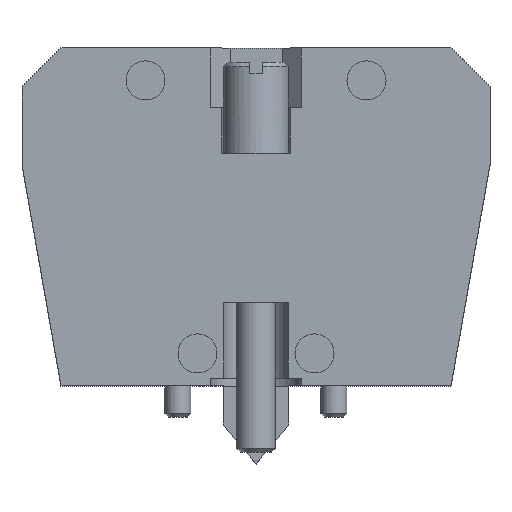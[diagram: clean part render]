
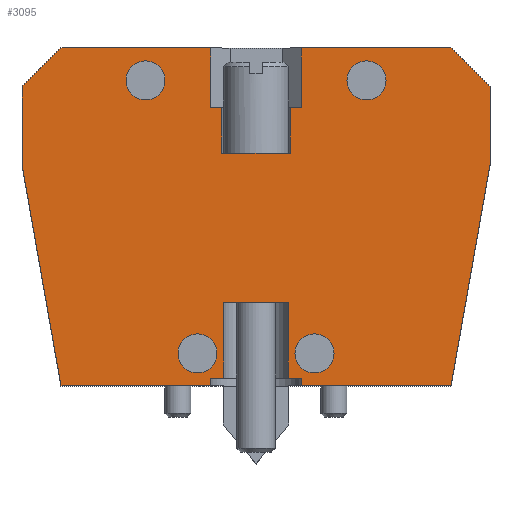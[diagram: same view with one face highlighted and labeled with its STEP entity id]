
A CAD part, top view. The second image highlights one B-rep face of the part: STEP entity #3095.
In plain terms, the highlighted planar face has unit normal (0, 0, 1).
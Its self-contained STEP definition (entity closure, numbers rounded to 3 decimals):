
#70=CIRCLE('',#3253,1.5);
#71=CIRCLE('',#3254,1.5);
#72=CIRCLE('',#3255,1.5);
#73=CIRCLE('',#3256,1.5);
#228=ORIENTED_EDGE('',*,*,#846,.F.);
#229=ORIENTED_EDGE('',*,*,#847,.F.);
#230=ORIENTED_EDGE('',*,*,#848,.F.);
#231=ORIENTED_EDGE('',*,*,#849,.F.);
#232=ORIENTED_EDGE('',*,*,#774,.T.);
#233=ORIENTED_EDGE('',*,*,#850,.T.);
#234=ORIENTED_EDGE('',*,*,#851,.T.);
#235=ORIENTED_EDGE('',*,*,#820,.F.);
#236=ORIENTED_EDGE('',*,*,#852,.F.);
#237=ORIENTED_EDGE('',*,*,#815,.T.);
#238=ORIENTED_EDGE('',*,*,#853,.T.);
#239=ORIENTED_EDGE('',*,*,#854,.F.);
#240=ORIENTED_EDGE('',*,*,#777,.T.);
#241=ORIENTED_EDGE('',*,*,#855,.T.);
#242=ORIENTED_EDGE('',*,*,#856,.T.);
#243=ORIENTED_EDGE('',*,*,#857,.T.);
#244=ORIENTED_EDGE('',*,*,#836,.T.);
#245=ORIENTED_EDGE('',*,*,#858,.T.);
#246=ORIENTED_EDGE('',*,*,#859,.F.);
#247=ORIENTED_EDGE('',*,*,#860,.T.);
#248=ORIENTED_EDGE('',*,*,#861,.T.);
#249=ORIENTED_EDGE('',*,*,#862,.T.);
#250=ORIENTED_EDGE('',*,*,#863,.F.);
#251=ORIENTED_EDGE('',*,*,#864,.F.);
#252=ORIENTED_EDGE('',*,*,#865,.F.);
#253=ORIENTED_EDGE('',*,*,#830,.T.);
#254=ORIENTED_EDGE('',*,*,#866,.T.);
#255=ORIENTED_EDGE('',*,*,#867,.T.);
#256=ORIENTED_EDGE('',*,*,#868,.T.);
#774=EDGE_CURVE('',#1088,#1087,#1297,.T.);
#777=EDGE_CURVE('',#1090,#1089,#1300,.T.);
#815=EDGE_CURVE('',#1122,#1121,#1320,.T.);
#820=EDGE_CURVE('',#1126,#1124,#1325,.T.);
#830=EDGE_CURVE('',#1137,#1136,#1332,.T.);
#836=EDGE_CURVE('',#1143,#1142,#1338,.T.);
#846=EDGE_CURVE('',#1151,#1151,#70,.F.);
#847=EDGE_CURVE('',#1152,#1152,#71,.F.);
#848=EDGE_CURVE('',#1153,#1153,#72,.F.);
#849=EDGE_CURVE('',#1154,#1154,#73,.F.);
#850=EDGE_CURVE('',#1087,#1155,#1347,.T.);
#851=EDGE_CURVE('',#1155,#1124,#1348,.T.);
#852=EDGE_CURVE('',#1122,#1126,#1349,.T.);
#853=EDGE_CURVE('',#1121,#1156,#1350,.T.);
#854=EDGE_CURVE('',#1090,#1156,#1351,.T.);
#855=EDGE_CURVE('',#1089,#1157,#1352,.T.);
#856=EDGE_CURVE('',#1157,#1158,#1353,.T.);
#857=EDGE_CURVE('',#1158,#1143,#1354,.T.);
#858=EDGE_CURVE('',#1142,#1159,#1355,.T.);
#859=EDGE_CURVE('',#1160,#1159,#1356,.T.);
#860=EDGE_CURVE('',#1160,#1161,#1357,.T.);
#861=EDGE_CURVE('',#1161,#1105,#1358,.T.);
#862=EDGE_CURVE('',#1105,#1162,#1359,.T.);
#863=EDGE_CURVE('',#1163,#1162,#1360,.T.);
#864=EDGE_CURVE('',#1164,#1163,#1361,.T.);
#865=EDGE_CURVE('',#1137,#1164,#1362,.T.);
#866=EDGE_CURVE('',#1136,#1165,#1363,.T.);
#867=EDGE_CURVE('',#1165,#1166,#1364,.T.);
#868=EDGE_CURVE('',#1166,#1088,#1365,.T.);
#1087=VERTEX_POINT('',#4125);
#1088=VERTEX_POINT('',#4127);
#1089=VERTEX_POINT('',#4130);
#1090=VERTEX_POINT('',#4132);
#1105=VERTEX_POINT('',#4164);
#1121=VERTEX_POINT('',#4219);
#1122=VERTEX_POINT('',#4221);
#1124=VERTEX_POINT('',#4226);
#1126=VERTEX_POINT('',#4230);
#1136=VERTEX_POINT('',#4251);
#1137=VERTEX_POINT('',#4253);
#1142=VERTEX_POINT('',#4263);
#1143=VERTEX_POINT('',#4265);
#1151=VERTEX_POINT('',#4284);
#1152=VERTEX_POINT('',#4286);
#1153=VERTEX_POINT('',#4288);
#1154=VERTEX_POINT('',#4290);
#1155=VERTEX_POINT('',#4292);
#1156=VERTEX_POINT('',#4296);
#1157=VERTEX_POINT('',#4299);
#1158=VERTEX_POINT('',#4301);
#1159=VERTEX_POINT('',#4304);
#1160=VERTEX_POINT('',#4306);
#1161=VERTEX_POINT('',#4308);
#1162=VERTEX_POINT('',#4311);
#1163=VERTEX_POINT('',#4313);
#1164=VERTEX_POINT('',#4315);
#1165=VERTEX_POINT('',#4318);
#1166=VERTEX_POINT('',#4320);
#1297=LINE('',#4126,#1539);
#1300=LINE('',#4131,#1542);
#1320=LINE('',#4220,#1562);
#1325=LINE('',#4231,#1567);
#1332=LINE('',#4252,#1574);
#1338=LINE('',#4264,#1580);
#1347=LINE('',#4291,#1589);
#1348=LINE('',#4293,#1590);
#1349=LINE('',#4294,#1591);
#1350=LINE('',#4295,#1592);
#1351=LINE('',#4297,#1593);
#1352=LINE('',#4298,#1594);
#1353=LINE('',#4300,#1595);
#1354=LINE('',#4302,#1596);
#1355=LINE('',#4303,#1597);
#1356=LINE('',#4305,#1598);
#1357=LINE('',#4307,#1599);
#1358=LINE('',#4309,#1600);
#1359=LINE('',#4310,#1601);
#1360=LINE('',#4312,#1602);
#1361=LINE('',#4314,#1603);
#1362=LINE('',#4316,#1604);
#1363=LINE('',#4317,#1605);
#1364=LINE('',#4319,#1606);
#1365=LINE('',#4321,#1607);
#1539=VECTOR('',#3465,1000.);
#1542=VECTOR('',#3468,1000.);
#1562=VECTOR('',#3530,1000.);
#1567=VECTOR('',#3537,1000.);
#1574=VECTOR('',#3552,1000.);
#1580=VECTOR('',#3558,1000.);
#1589=VECTOR('',#3579,1000.);
#1590=VECTOR('',#3580,1000.);
#1591=VECTOR('',#3581,1000.);
#1592=VECTOR('',#3582,1000.);
#1593=VECTOR('',#3583,1000.);
#1594=VECTOR('',#3584,1000.);
#1595=VECTOR('',#3585,1000.);
#1596=VECTOR('',#3586,1000.);
#1597=VECTOR('',#3587,1000.);
#1598=VECTOR('',#3588,1000.);
#1599=VECTOR('',#3589,1000.);
#1600=VECTOR('',#3590,1000.);
#1601=VECTOR('',#3591,1000.);
#1602=VECTOR('',#3592,1000.);
#1603=VECTOR('',#3593,1000.);
#1604=VECTOR('',#3594,1000.);
#1605=VECTOR('',#3595,1000.);
#1606=VECTOR('',#3596,1000.);
#1607=VECTOR('',#3597,1000.);
#1775=EDGE_LOOP('',(#228));
#1776=EDGE_LOOP('',(#229));
#1777=EDGE_LOOP('',(#230));
#1778=EDGE_LOOP('',(#231));
#1779=EDGE_LOOP('',(#232,#233,#234,#235,#236,#237,#238,#239,#240,#241,#242,
#243,#244,#245,#246,#247,#248,#249,#250,#251,#252,#253,#254,#255,#256));
#1937=FACE_BOUND('',#1775,.T.);
#1938=FACE_BOUND('',#1776,.T.);
#1939=FACE_BOUND('',#1777,.T.);
#1940=FACE_BOUND('',#1778,.T.);
#1941=FACE_BOUND('',#1779,.T.);
#2085=PLANE('',#3252);
#3095=ADVANCED_FACE('',(#1937,#1938,#1939,#1940,#1941),#2085,.F.);
#3252=AXIS2_PLACEMENT_3D('',#4282,#3569,#3570);
#3253=AXIS2_PLACEMENT_3D('',#4283,#3571,#3572);
#3254=AXIS2_PLACEMENT_3D('',#4285,#3573,#3574);
#3255=AXIS2_PLACEMENT_3D('',#4287,#3575,#3576);
#3256=AXIS2_PLACEMENT_3D('',#4289,#3577,#3578);
#3465=DIRECTION('',(1.,0.,0.));
#3468=DIRECTION('',(1.,0.,0.));
#3530=DIRECTION('',(0.,-1.,0.));
#3537=DIRECTION('',(0.,-1.,0.));
#3552=DIRECTION('',(-1.,0.,0.));
#3558=DIRECTION('',(-1.,0.,0.));
#3569=DIRECTION('',(0.,0.,-1.));
#3570=DIRECTION('',(-1.,0.,0.));
#3571=DIRECTION('',(0.,0.,-1.));
#3572=DIRECTION('',(-1.,0.,0.));
#3573=DIRECTION('',(0.,0.,-1.));
#3574=DIRECTION('',(-1.,0.,0.));
#3575=DIRECTION('',(0.,0.,-1.));
#3576=DIRECTION('',(-1.,0.,0.));
#3577=DIRECTION('',(0.,0.,-1.));
#3578=DIRECTION('',(-1.,0.,0.));
#3579=DIRECTION('',(0.,1.,0.));
#3580=DIRECTION('',(1.,0.,0.));
#3581=DIRECTION('',(-1.,0.,0.));
#3582=DIRECTION('',(1.,0.,0.));
#3583=DIRECTION('',(0.,1.,0.));
#3584=DIRECTION('',(0.174,0.985,0.));
#3585=DIRECTION('',(0.,1.,0.));
#3586=DIRECTION('',(-0.707,0.707,0.));
#3587=DIRECTION('',(0.,-1.,0.));
#3588=DIRECTION('',(1.,0.,0.));
#3589=DIRECTION('',(0.,-1.,0.));
#3590=DIRECTION('',(-1.,0.,0.));
#3591=DIRECTION('',(-1.,0.,0.));
#3592=DIRECTION('',(0.,-1.,0.));
#3593=DIRECTION('',(1.,0.,0.));
#3594=DIRECTION('',(0.,-1.,0.));
#3595=DIRECTION('',(-0.707,-0.707,0.));
#3596=DIRECTION('',(0.,-1.,0.));
#3597=DIRECTION('',(0.174,-0.985,0.));
#4125=CARTESIAN_POINT('',(-3.5,-13.,7.35));
#4126=CARTESIAN_POINT('',(-15.,-13.,7.35));
#4127=CARTESIAN_POINT('',(-15.,-13.,7.35));
#4130=CARTESIAN_POINT('',(15.,-13.,7.35));
#4131=CARTESIAN_POINT('',(-15.,-13.,7.35));
#4132=CARTESIAN_POINT('',(3.5,-13.,7.35));
#4164=CARTESIAN_POINT('',(0.,4.9,7.35));
#4219=CARTESIAN_POINT('',(2.5,-12.4,7.35));
#4220=CARTESIAN_POINT('',(2.5,-6.6,7.35));
#4221=CARTESIAN_POINT('',(2.5,-6.6,7.35));
#4226=CARTESIAN_POINT('',(-2.5,-12.4,7.35));
#4230=CARTESIAN_POINT('',(-2.5,-6.6,7.35));
#4231=CARTESIAN_POINT('',(-2.5,-6.6,7.35));
#4251=CARTESIAN_POINT('',(-15.,13.,7.35));
#4252=CARTESIAN_POINT('',(15.,13.,7.35));
#4253=CARTESIAN_POINT('',(-3.5,13.,7.35));
#4263=CARTESIAN_POINT('',(3.5,13.,7.35));
#4264=CARTESIAN_POINT('',(15.,13.,7.35));
#4265=CARTESIAN_POINT('',(15.,13.,7.35));
#4282=CARTESIAN_POINT('',(0.,0.,7.35));
#4283=CARTESIAN_POINT('',(-4.5,-10.5,7.35));
#4284=CARTESIAN_POINT('',(-6.,-10.5,7.35));
#4285=CARTESIAN_POINT('',(4.5,-10.5,7.35));
#4286=CARTESIAN_POINT('',(3.,-10.5,7.35));
#4287=CARTESIAN_POINT('',(8.5,10.5,7.35));
#4288=CARTESIAN_POINT('',(7.,10.5,7.35));
#4289=CARTESIAN_POINT('',(-8.5,10.5,7.35));
#4290=CARTESIAN_POINT('',(-10.,10.5,7.35));
#4291=CARTESIAN_POINT('',(-3.5,-14.4,7.35));
#4292=CARTESIAN_POINT('',(-3.5,-12.4,7.35));
#4293=CARTESIAN_POINT('',(-3.5,-12.4,7.35));
#4294=CARTESIAN_POINT('',(2.5,-6.6,7.35));
#4295=CARTESIAN_POINT('',(-3.5,-12.4,7.35));
#4296=CARTESIAN_POINT('',(3.5,-12.4,7.35));
#4297=CARTESIAN_POINT('',(3.5,-14.4,7.35));
#4298=CARTESIAN_POINT('',(15.,-13.,7.35));
#4299=CARTESIAN_POINT('',(18.,4.014,7.35));
#4300=CARTESIAN_POINT('',(18.,4.014,7.35));
#4301=CARTESIAN_POINT('',(18.,10.,7.35));
#4302=CARTESIAN_POINT('',(18.,10.,7.35));
#4303=CARTESIAN_POINT('',(3.5,16.4,7.35));
#4304=CARTESIAN_POINT('',(3.5,8.4,7.35));
#4305=CARTESIAN_POINT('',(-3.5,8.4,7.35));
#4306=CARTESIAN_POINT('',(2.625,8.4,7.35));
#4307=CARTESIAN_POINT('',(2.625,0.,7.35));
#4308=CARTESIAN_POINT('',(2.625,4.9,7.35));
#4309=CARTESIAN_POINT('',(2.625,4.9,7.35));
#4310=CARTESIAN_POINT('',(2.625,4.9,7.35));
#4311=CARTESIAN_POINT('',(-2.625,4.9,7.35));
#4312=CARTESIAN_POINT('',(-2.625,0.,7.35));
#4313=CARTESIAN_POINT('',(-2.625,8.4,7.35));
#4314=CARTESIAN_POINT('',(-3.5,8.4,7.35));
#4315=CARTESIAN_POINT('',(-3.5,8.4,7.35));
#4316=CARTESIAN_POINT('',(-3.5,16.4,7.35));
#4317=CARTESIAN_POINT('',(-15.,13.,7.35));
#4318=CARTESIAN_POINT('',(-18.,10.,7.35));
#4319=CARTESIAN_POINT('',(-18.,10.,7.35));
#4320=CARTESIAN_POINT('',(-18.,4.014,7.35));
#4321=CARTESIAN_POINT('',(-18.,4.014,7.35));
